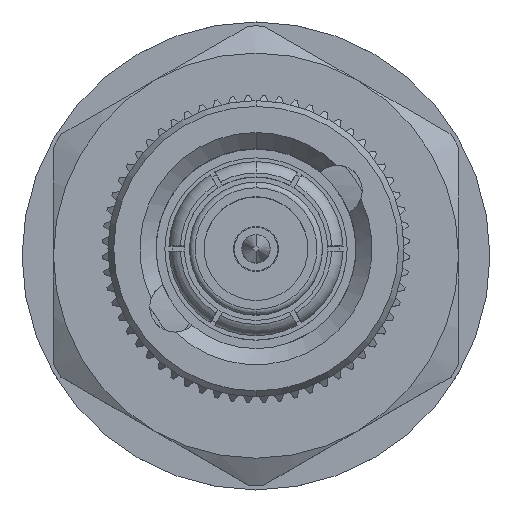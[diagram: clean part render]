
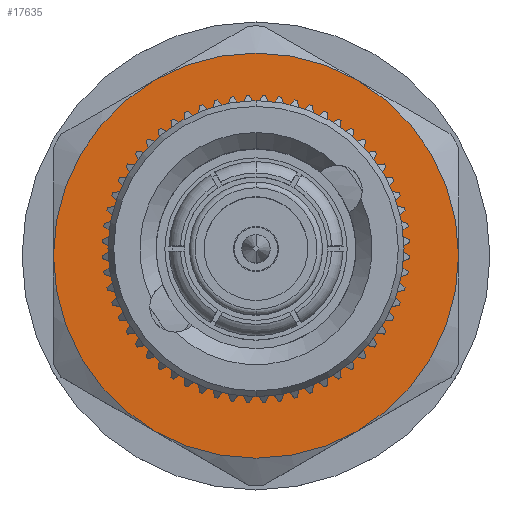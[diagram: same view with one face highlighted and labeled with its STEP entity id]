
A CAD part, top view. The second image highlights one B-rep face of the part: STEP entity #17635.
In plain terms, the highlighted face is planar.
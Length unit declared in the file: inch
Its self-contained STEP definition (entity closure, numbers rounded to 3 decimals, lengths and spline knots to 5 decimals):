
#62 = DIRECTION ( 'NONE',  ( 0., 0., -1. ) ) ;
#437 = CARTESIAN_POINT ( 'NONE',  ( 1.46457, 0., 0. ) ) ;
#1595 = DIRECTION ( 'NONE',  ( -1., 0., 0. ) ) ;
#2385 = VERTEX_POINT ( 'NONE', #22200 ) ;
#2868 = EDGE_LOOP ( 'NONE', ( #4992, #5415 ) ) ;
#3560 = DIRECTION ( 'NONE',  ( 0., 0., 1. ) ) ;
#3717 = CIRCLE ( 'NONE', #22233, 0.375 ) ;
#4474 = DIRECTION ( 'NONE',  ( 0., 0., 1. ) ) ;
#4548 = CARTESIAN_POINT ( 'NONE',  ( 1.46457, 0., 0. ) ) ;
#4817 = CARTESIAN_POINT ( 'NONE',  ( 1.46457, 0., 0. ) ) ;
#4992 = ORIENTED_EDGE ( 'NONE', *, *, #17780, .T. ) ;
#5348 = DIRECTION ( 'NONE',  ( -1., 0., 0. ) ) ;
#5415 = ORIENTED_EDGE ( 'NONE', *, *, #19632, .T. ) ;
#5462 = FACE_BOUND ( 'NONE', #2868, .T. ) ;
#5467 = ORIENTED_EDGE ( 'NONE', *, *, #21243, .F. ) ;
#5658 = VERTEX_POINT ( 'NONE', #19887 ) ;
#7131 = CARTESIAN_POINT ( 'NONE',  ( 1.46457, 0., 0. ) ) ;
#7358 = ORIENTED_EDGE ( 'NONE', *, *, #22891, .F. ) ;
#7373 = CARTESIAN_POINT ( 'NONE',  ( 1.46457, 0., 0. ) ) ;
#7572 = CIRCLE ( 'NONE', #23396, 0.375 ) ;
#8509 = CARTESIAN_POINT ( 'NONE',  ( 1.46457, 0., -0.375 ) ) ;
#8755 = DIRECTION ( 'NONE',  ( -1., 0., 0. ) ) ;
#8791 = CARTESIAN_POINT ( 'NONE',  ( 1.46457, 0., 0. ) ) ;
#8957 = CARTESIAN_POINT ( 'NONE',  ( 1.46457, 0., 0. ) ) ;
#9802 = EDGE_LOOP ( 'NONE', ( #20138, #21638, #5467, #12623, #7358, #22795 ) ) ;
#10319 = VERTEX_POINT ( 'NONE', #11644 ) ;
#10337 = CARTESIAN_POINT ( 'NONE',  ( 1.46457, 0., 0. ) ) ;
#10429 = EDGE_CURVE ( 'NONE', #12826, #5658, #7572, .T. ) ;
#11065 = AXIS2_PLACEMENT_3D ( 'NONE', #7131, #5348, #21418 ) ;
#11105 = CARTESIAN_POINT ( 'NONE',  ( 1.46457, 0., -0.22244 ) ) ;
#11644 = CARTESIAN_POINT ( 'NONE',  ( 1.46457, 0.32476, 0.1875 ) ) ;
#11784 = DIRECTION ( 'NONE',  ( -1., 0., 0. ) ) ;
#12442 = PLANE ( 'NONE',  #17491 ) ;
#12617 = CARTESIAN_POINT ( 'NONE',  ( 1.46457, 0., 0.22244 ) ) ;
#12623 = ORIENTED_EDGE ( 'NONE', *, *, #12654, .F. ) ;
#12654 = EDGE_CURVE ( 'NONE', #2385, #22874, #12823, .T. ) ;
#12823 = CIRCLE ( 'NONE', #20367, 0.375 ) ;
#12826 = VERTEX_POINT ( 'NONE', #15739 ) ;
#12960 = VERTEX_POINT ( 'NONE', #11105 ) ;
#13016 = DIRECTION ( 'NONE',  ( 0., 0., 1. ) ) ;
#13121 = DIRECTION ( 'NONE',  ( -1., 0., 0. ) ) ;
#13551 = AXIS2_PLACEMENT_3D ( 'NONE', #8957, #1595, #62 ) ;
#13644 = CIRCLE ( 'NONE', #17438, 0.375 ) ;
#14015 = VERTEX_POINT ( 'NONE', #14124 ) ;
#14124 = CARTESIAN_POINT ( 'NONE',  ( 1.46457, -0.32476, -0.1875 ) ) ;
#15224 = EDGE_CURVE ( 'NONE', #14015, #12826, #18412, .T. ) ;
#15739 = CARTESIAN_POINT ( 'NONE',  ( 1.46457, -0.32476, 0.1875 ) ) ;
#16124 = DIRECTION ( 'NONE',  ( -1., 0., 0. ) ) ;
#16202 = CIRCLE ( 'NONE', #22955, 0.375 ) ;
#16241 = FACE_OUTER_BOUND ( 'NONE', #9802, .T. ) ;
#17172 = VERTEX_POINT ( 'NONE', #12617 ) ;
#17438 = AXIS2_PLACEMENT_3D ( 'NONE', #4817, #8755, #23161 ) ;
#17491 = AXIS2_PLACEMENT_3D ( 'NONE', #8791, #18004, #21550 ) ;
#17635 = ADVANCED_FACE ( 'NONE', ( #5462, #16241 ), #12442, .T. ) ;
#17780 = EDGE_CURVE ( 'NONE', #12960, #17172, #20862, .T. ) ;
#18004 = DIRECTION ( 'NONE',  ( 1., 0., 0. ) ) ;
#18412 = CIRCLE ( 'NONE', #19546, 0.375 ) ;
#19000 = DIRECTION ( 'NONE',  ( 0., 0., 1. ) ) ;
#19010 = EDGE_CURVE ( 'NONE', #5658, #10319, #16202, .T. ) ;
#19546 = AXIS2_PLACEMENT_3D ( 'NONE', #437, #13121, #13016 ) ;
#19558 = DIRECTION ( 'NONE',  ( -1., 0., 0. ) ) ;
#19632 = EDGE_CURVE ( 'NONE', #17172, #12960, #22548, .T. ) ;
#19887 = CARTESIAN_POINT ( 'NONE',  ( 1.46457, 0., 0.375 ) ) ;
#20138 = ORIENTED_EDGE ( 'NONE', *, *, #10429, .F. ) ;
#20367 = AXIS2_PLACEMENT_3D ( 'NONE', #7373, #16124, #3560 ) ;
#20862 = CIRCLE ( 'NONE', #11065, 0.22244 ) ;
#21097 = DIRECTION ( 'NONE',  ( 0., 0., 1. ) ) ;
#21243 = EDGE_CURVE ( 'NONE', #22874, #14015, #3717, .T. ) ;
#21418 = DIRECTION ( 'NONE',  ( 0., 0., -1. ) ) ;
#21550 = DIRECTION ( 'NONE',  ( 0., 0., -1. ) ) ;
#21638 = ORIENTED_EDGE ( 'NONE', *, *, #15224, .F. ) ;
#22200 = CARTESIAN_POINT ( 'NONE',  ( 1.46457, 0.32476, -0.1875 ) ) ;
#22233 = AXIS2_PLACEMENT_3D ( 'NONE', #4548, #11784, #19000 ) ;
#22548 = CIRCLE ( 'NONE', #13551, 0.22244 ) ;
#22795 = ORIENTED_EDGE ( 'NONE', *, *, #19010, .F. ) ;
#22874 = VERTEX_POINT ( 'NONE', #8509 ) ;
#22891 = EDGE_CURVE ( 'NONE', #10319, #2385, #13644, .T. ) ;
#22955 = AXIS2_PLACEMENT_3D ( 'NONE', #23108, #19558, #4474 ) ;
#23108 = CARTESIAN_POINT ( 'NONE',  ( 1.46457, 0., 0. ) ) ;
#23161 = DIRECTION ( 'NONE',  ( 0., 0., 1. ) ) ;
#23330 = DIRECTION ( 'NONE',  ( -1., 0., 0. ) ) ;
#23396 = AXIS2_PLACEMENT_3D ( 'NONE', #10337, #23330, #21097 ) ;
